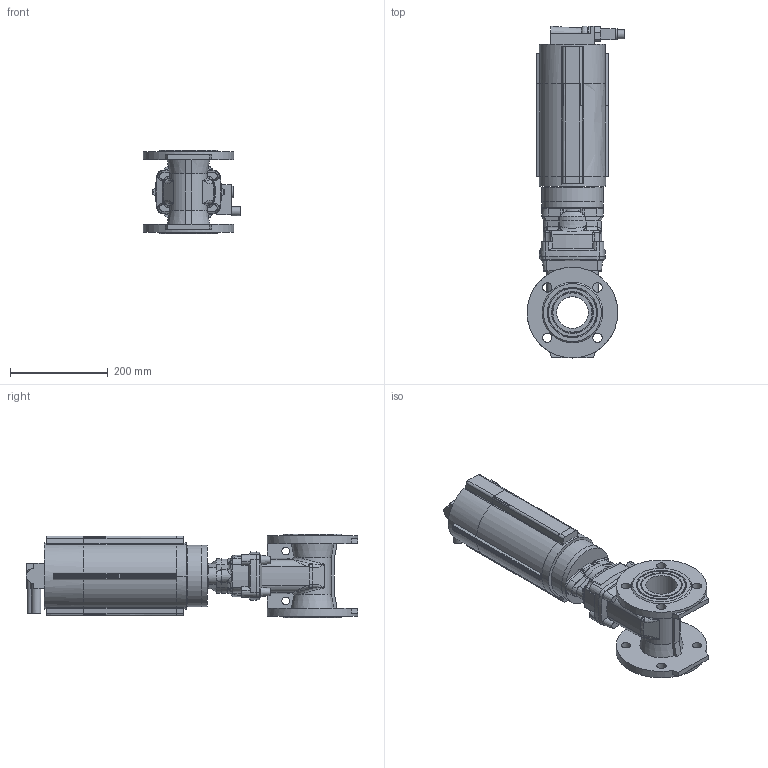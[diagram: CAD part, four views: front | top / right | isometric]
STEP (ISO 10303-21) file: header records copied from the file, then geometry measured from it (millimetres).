
FILE_DESCRIPTION (( 'STEP AP203' ), '1' );
FILE_NAME ('O_715_30_DN065_0XXX9_AA0_step.step', '2016-02-15T08:30:08', ( 'Windows User' ), ( 'AVK' ), 'SwSTEP 2.0', 'SolidWorks 2012', '' );
FILE_SCHEMA (( 'CONFIG_CONTROL_DESIGN' ));
Length unit declared in the file: millimetre
Products named in the file (1): O_715_30_DN065_0XXX9_AA0_step
Bounding box: 199.5 x 677.5 x 170 mm (x, y, z)
Volume: 7815776.1 mm3; surface area: 499849.2 mm2
Topology: 1 solids, 1 shells, 505 faces, 1327 edges, 823 vertices
Faces by surface type: plane 220, cylinder 98, bspline 76, cone 69, torus 34, sphere 8
Full cylindrical faces by diameter (mm): 14 x1, 16 x2, 18 x1, 19 x10, 23 x1, 32 x1, 65 x1, 125 x2, 135 x1, 185 x2
Entity records: 18698 total; most frequent: CARTESIAN_POINT 7103, ORIENTED_EDGE 2518, DIRECTION 2227, EDGE_CURVE 1259, AXIS2_PLACEMENT_3D 851, VERTEX_POINT 807, EDGE_LOOP 578, FACE_OUTER_BOUND 531
